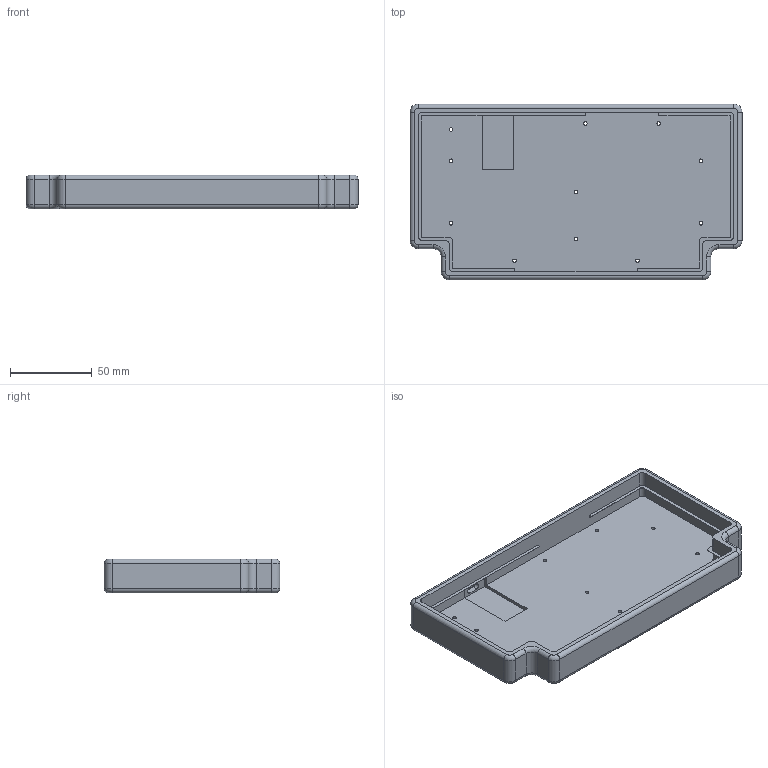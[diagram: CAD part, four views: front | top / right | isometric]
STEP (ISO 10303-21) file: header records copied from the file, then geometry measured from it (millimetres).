
FILE_DESCRIPTION(('HOOPS Exchange Step'),'2;1');
FILE_NAME('temp_export','2023-06-12T13:56:20-04:00',('jscotto'),('Shapr3D Limited'),'HOOPS Exchange 2022.2','Shapr3D','Authorized');
FILE_SCHEMA( ('AUTOMOTIVE_DESIGN { 1 0 10303 214 1 1 1 1 }') );
Length unit declared in the file: millimetre
Products named in the file (1): Case
Bounding box: 202.5 x 107.25 x 20.6 mm (x, y, z)
Volume: 112812.8 mm3; surface area: 64783 mm2
Topology: 1 solids, 1 shells, 144 faces, 412 edges, 270 vertices
Faces by surface type: cylinder 55, plane 54, cone 19, torus 16
Full cylindrical faces by diameter (mm): 2.2 x11
Entity records: 4928 total; most frequent: CARTESIAN_POINT 929, DIRECTION 880, ORIENTED_EDGE 824, EDGE_CURVE 412, AXIS2_PLACEMENT_3D 331, VERTEX_POINT 270, VECTOR 218, LINE 218
